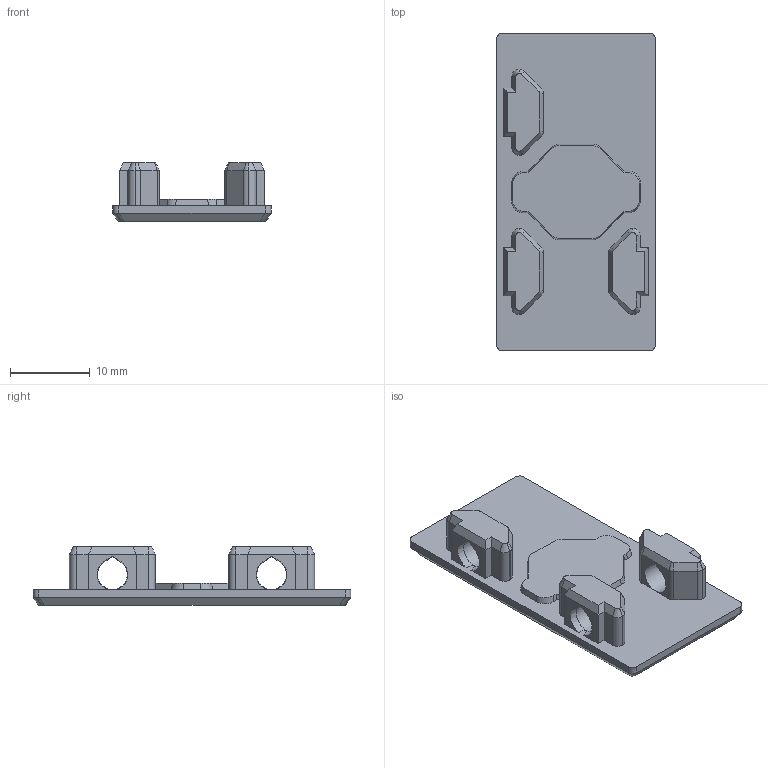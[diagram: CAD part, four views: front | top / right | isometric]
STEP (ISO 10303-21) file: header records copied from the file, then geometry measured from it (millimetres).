
FILE_DESCRIPTION(/* description */ (''),/* implementation_level */ '2;1');
FILE_NAME(/* name */ 'MB-end-cap-left.step',/* time_stamp */ '2023-03-27T18:48:45+02:00',/* author */ (''),/* organization */ (''),/* preprocessor_version */ 'ST-DEVELOPER v19.2',/* originating_system */ 'Autodesk Translation Framework v11.17.0.187',/* authorisation */ '');
FILE_SCHEMA (('AUTOMOTIVE_DESIGN { 1 0 10303 214 3 1 1 }'));
Length unit declared in the file: millimetre
Products named in the file (1): MB-end-cap v2(Mirror)
Bounding box: 19.9 x 39.9 x 7.4 mm (x, y, z)
Volume: 2139.5 mm3; surface area: 2319.8 mm2
Topology: 1 solids, 1 shells, 159 faces, 414 edges, 255 vertices
Faces by surface type: plane 98, cylinder 37, cone 24
Entity records: 4865 total; most frequent: CARTESIAN_POINT 887, ORIENTED_EDGE 828, DIRECTION 828, EDGE_CURVE 414, LINE 300, VECTOR 300, AXIS2_PLACEMENT_3D 264, VERTEX_POINT 255
